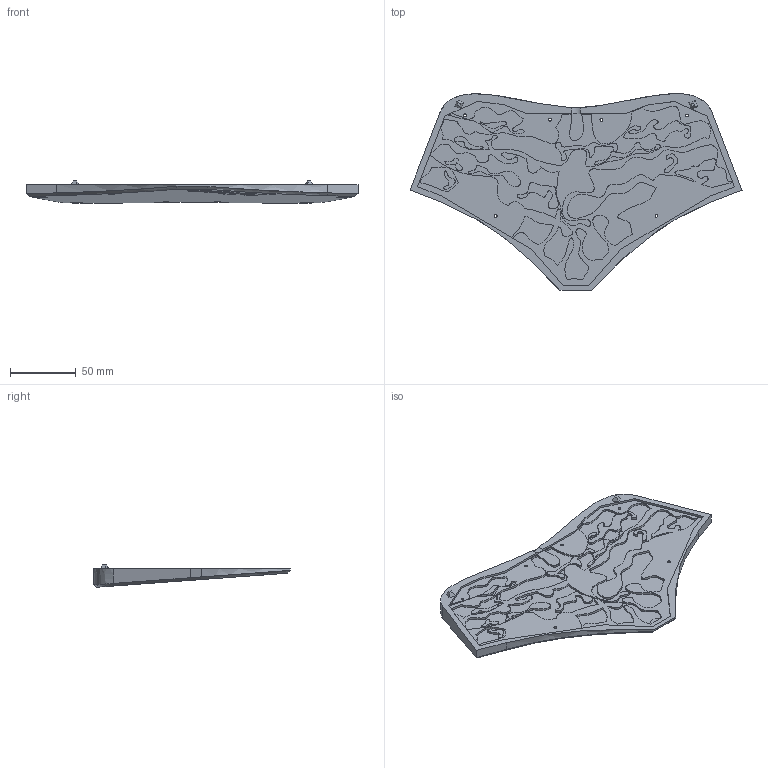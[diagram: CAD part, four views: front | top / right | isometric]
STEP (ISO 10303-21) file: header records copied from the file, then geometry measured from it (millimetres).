
FILE_DESCRIPTION(/* description */ (''),/* implementation_level */ '2;1');
FILE_NAME(/* name */ 'tokeyo-case_production v1_bottom.step',/* time_stamp */ '2024-06-18T18:11:59+02:00',/* author */ (''),/* organization */ (''),/* preprocessor_version */ 'ST-DEVELOPER v20',/* originating_system */ 'Autodesk Translation Framework v13.14.0.145',/* authorisation */ '');
FILE_SCHEMA (('AUTOMOTIVE_DESIGN { 1 0 10303 214 3 1 1 }'));
Length unit declared in the file: millimetre
Products named in the file (1): tokeyo-case_production
Bounding box: 253.33 x 150.06 x 17.18 mm (x, y, z)
Volume: 187151.4 mm3; surface area: 61242.6 mm2
Topology: 1 solids, 1 shells, 284 faces, 753 edges, 501 vertices
Faces by surface type: bspline 132, plane 128, cylinder 18, cone 6
Full cylindrical faces by diameter (mm): 2.2 x6, 4.2 x6, 9 x5
Entity records: 19272 total; most frequent: CARTESIAN_POINT 13233, ORIENTED_EDGE 1506, DIRECTION 826, EDGE_CURVE 753, VERTEX_POINT 501, LINE 426, VECTOR 426, EDGE_LOOP 326
